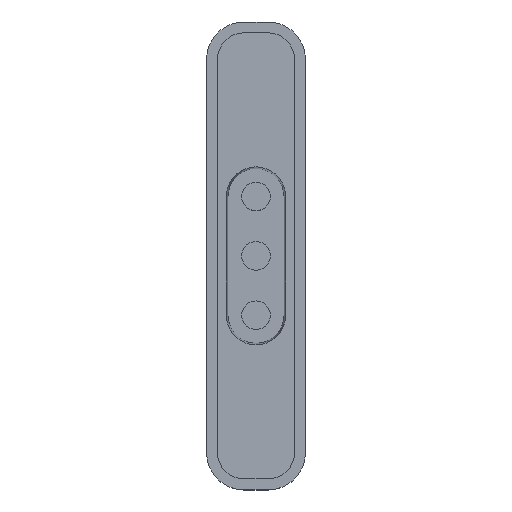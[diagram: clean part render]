
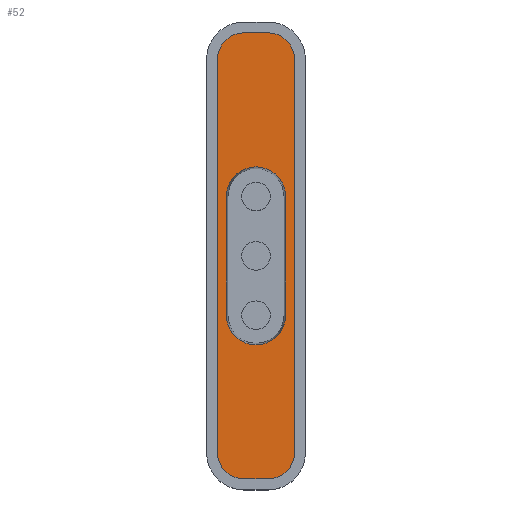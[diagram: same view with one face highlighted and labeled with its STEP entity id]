
A CAD part, top view. The second image highlights one B-rep face of the part: STEP entity #52.
In plain terms, the highlighted planar face has unit normal (0, 0, 1).
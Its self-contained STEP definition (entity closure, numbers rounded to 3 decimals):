
#7 = CIRCLE ( 'NONE', #498, 1.2 ) ;
#28 = CARTESIAN_POINT ( 'NONE',  ( 0.55, -10.15, 0. ) ) ;
#44 = DIRECTION ( 'NONE',  ( 0., 1., 0. ) ) ;
#49 = CARTESIAN_POINT ( 'NONE',  ( -1.75, -8.95, 0. ) ) ;
#52 = ADVANCED_FACE ( 'NONE', ( #1162, #2164 ), #3157, .T. ) ;
#64 = CIRCLE ( 'NONE', #123, 1.2 ) ;
#74 = DIRECTION ( 'NONE',  ( 0., 0., 1. ) ) ;
#103 = EDGE_CURVE ( 'NONE', #3142, #2774, #189, .T. ) ;
#107 = DIRECTION ( 'NONE',  ( 0., 0., -1. ) ) ;
#109 = CARTESIAN_POINT ( 'NONE',  ( 1.35, 2.7, 0. ) ) ;
#117 = EDGE_CURVE ( 'NONE', #2582, #2451, #2950, .T. ) ;
#123 = AXIS2_PLACEMENT_3D ( 'NONE', #279, #1283, #2288 ) ;
#126 = AXIS2_PLACEMENT_3D ( 'NONE', #918, #1920, #2917 ) ;
#129 = VECTOR ( 'NONE', #2197, 1000. ) ;
#133 = ORIENTED_EDGE ( 'NONE', *, *, #1875, .F. ) ;
#189 = LINE ( 'NONE', #1197, #129 ) ;
#199 = CARTESIAN_POINT ( 'NONE',  ( 1.75, 8.95, 0. ) ) ;
#279 = CARTESIAN_POINT ( 'NONE',  ( -0.55, -8.95, 0. ) ) ;
#286 = VERTEX_POINT ( 'NONE', #49 ) ;
#290 = LINE ( 'NONE', #1293, #1470 ) ;
#359 = ORIENTED_EDGE ( 'NONE', *, *, #117, .F. ) ;
#362 = CARTESIAN_POINT ( 'NONE',  ( 0., -2.7, 0. ) ) ;
#389 = CARTESIAN_POINT ( 'NONE',  ( -0.55, -10.15, 0. ) ) ;
#390 = CARTESIAN_POINT ( 'NONE',  ( 0.55, -8.95, 0. ) ) ;
#424 = EDGE_CURVE ( 'NONE', #538, #1163, #3212, .T. ) ;
#498 = AXIS2_PLACEMENT_3D ( 'NONE', #2367, #107, #1123 ) ;
#523 = DIRECTION ( 'NONE',  ( 0., 0., -1. ) ) ;
#538 = VERTEX_POINT ( 'NONE', #595 ) ;
#565 = ORIENTED_EDGE ( 'NONE', *, *, #1303, .F. ) ;
#595 = CARTESIAN_POINT ( 'NONE',  ( 1.75, -8.95, 0. ) ) ;
#633 = EDGE_CURVE ( 'NONE', #1163, #2857, #909, .T. ) ;
#701 = DIRECTION ( 'NONE',  ( -1., 0., 0. ) ) ;
#854 = VERTEX_POINT ( 'NONE', #2290 ) ;
#909 = LINE ( 'NONE', #1913, #2019 ) ;
#918 = CARTESIAN_POINT ( 'NONE',  ( 0., 6.9, 0. ) ) ;
#997 = ORIENTED_EDGE ( 'NONE', *, *, #103, .F. ) ;
#1041 = LINE ( 'NONE', #2049, #1187 ) ;
#1090 = DIRECTION ( 'NONE',  ( 1., 0., 0. ) ) ;
#1095 = EDGE_CURVE ( 'NONE', #2253, #2360, #1260, .T. ) ;
#1123 = DIRECTION ( 'NONE',  ( 0., 1., 0. ) ) ;
#1154 = CARTESIAN_POINT ( 'NONE',  ( 0., -4.05, 0. ) ) ;
#1162 = FACE_BOUND ( 'NONE', #2392, .T. ) ;
#1163 = VERTEX_POINT ( 'NONE', #28 ) ;
#1187 = VECTOR ( 'NONE', #3043, 1000. ) ;
#1190 = ORIENTED_EDGE ( 'NONE', *, *, #424, .F. ) ;
#1197 = CARTESIAN_POINT ( 'NONE',  ( -0.55, 10.15, 0. ) ) ;
#1207 = CIRCLE ( 'NONE', #1259, 1.2 ) ;
#1259 = AXIS2_PLACEMENT_3D ( 'NONE', #2773, #523, #1527 ) ;
#1260 = LINE ( 'NONE', #2264, #2230 ) ;
#1283 = DIRECTION ( 'NONE',  ( 0., 0., -1. ) ) ;
#1293 = CARTESIAN_POINT ( 'NONE',  ( -1.35, -2.7, 0. ) ) ;
#1303 = EDGE_CURVE ( 'NONE', #2774, #2401, #7, .T. ) ;
#1310 = LINE ( 'NONE', #2310, #2303 ) ;
#1343 = ORIENTED_EDGE ( 'NONE', *, *, #3111, .T. ) ;
#1365 = DIRECTION ( 'NONE',  ( 0., 0., 1. ) ) ;
#1395 = DIRECTION ( 'NONE',  ( 0., 0., -1. ) ) ;
#1448 = ORIENTED_EDGE ( 'NONE', *, *, #2086, .F. ) ;
#1470 = VECTOR ( 'NONE', #2296, 1000. ) ;
#1498 = ORIENTED_EDGE ( 'NONE', *, *, #633, .F. ) ;
#1527 = DIRECTION ( 'NONE',  ( -1., 0., 0. ) ) ;
#1571 = CARTESIAN_POINT ( 'NONE',  ( -0.55, 10.15, 0. ) ) ;
#1651 = ORIENTED_EDGE ( 'NONE', *, *, #1821, .F. ) ;
#1673 = ORIENTED_EDGE ( 'NONE', *, *, #2674, .F. ) ;
#1733 = EDGE_CURVE ( 'NONE', #2401, #538, #1041, .T. ) ;
#1748 = CARTESIAN_POINT ( 'NONE',  ( -1.35, 2.7, 0. ) ) ;
#1768 = CIRCLE ( 'NONE', #1772, 1.35 ) ;
#1772 = AXIS2_PLACEMENT_3D ( 'NONE', #2336, #74, #1090 ) ;
#1804 = AXIS2_PLACEMENT_3D ( 'NONE', #390, #1395, #2391 ) ;
#1821 = EDGE_CURVE ( 'NONE', #2253, #3016, #1768, .T. ) ;
#1839 = CARTESIAN_POINT ( 'NONE',  ( 0.55, 10.15, 0. ) ) ;
#1875 = EDGE_CURVE ( 'NONE', #2451, #2360, #3110, .T. ) ;
#1913 = CARTESIAN_POINT ( 'NONE',  ( 0.55, -10.15, 0. ) ) ;
#1920 = DIRECTION ( 'NONE',  ( 0., 0., 1. ) ) ;
#1933 = CARTESIAN_POINT ( 'NONE',  ( 1.35, -2.7, 0. ) ) ;
#1952 = CARTESIAN_POINT ( 'NONE',  ( 0., -2.7, 0. ) ) ;
#2008 = ORIENTED_EDGE ( 'NONE', *, *, #3130, .F. ) ;
#2019 = VECTOR ( 'NONE', #2911, 1000. ) ;
#2049 = CARTESIAN_POINT ( 'NONE',  ( 1.75, 8.95, 0. ) ) ;
#2086 = EDGE_CURVE ( 'NONE', #854, #3142, #1207, .T. ) ;
#2092 = ORIENTED_EDGE ( 'NONE', *, *, #1095, .T. ) ;
#2117 = AXIS2_PLACEMENT_3D ( 'NONE', #1952, #2945, #701 ) ;
#2164 = FACE_OUTER_BOUND ( 'NONE', #2659, .T. ) ;
#2197 = DIRECTION ( 'NONE',  ( 1., 0., 0. ) ) ;
#2230 = VECTOR ( 'NONE', #3258, 1000. ) ;
#2253 = VERTEX_POINT ( 'NONE', #109 ) ;
#2264 = CARTESIAN_POINT ( 'NONE',  ( 1.35, 2.7, 0. ) ) ;
#2288 = DIRECTION ( 'NONE',  ( 0., -1., 0. ) ) ;
#2290 = CARTESIAN_POINT ( 'NONE',  ( -1.75, 8.95, 0. ) ) ;
#2296 = DIRECTION ( 'NONE',  ( 0., 1., 0. ) ) ;
#2303 = VECTOR ( 'NONE', #44, 1000. ) ;
#2310 = CARTESIAN_POINT ( 'NONE',  ( -1.75, -8.95, 0. ) ) ;
#2336 = CARTESIAN_POINT ( 'NONE',  ( 0., 2.7, 0. ) ) ;
#2360 = VERTEX_POINT ( 'NONE', #1933 ) ;
#2366 = DIRECTION ( 'NONE',  ( -1., 0., 0. ) ) ;
#2367 = CARTESIAN_POINT ( 'NONE',  ( 0.55, 8.95, 0. ) ) ;
#2391 = DIRECTION ( 'NONE',  ( 1., 0., 0. ) ) ;
#2392 = EDGE_LOOP ( 'NONE', ( #1343, #1651, #2092, #133, #359 ) ) ;
#2401 = VERTEX_POINT ( 'NONE', #199 ) ;
#2451 = VERTEX_POINT ( 'NONE', #1154 ) ;
#2528 = ORIENTED_EDGE ( 'NONE', *, *, #1733, .F. ) ;
#2582 = VERTEX_POINT ( 'NONE', #3237 ) ;
#2659 = EDGE_LOOP ( 'NONE', ( #2528, #565, #997, #1448, #2008, #1673, #1498, #1190 ) ) ;
#2674 = EDGE_CURVE ( 'NONE', #2857, #286, #64, .T. ) ;
#2773 = CARTESIAN_POINT ( 'NONE',  ( -0.55, 8.95, 0. ) ) ;
#2774 = VERTEX_POINT ( 'NONE', #1839 ) ;
#2857 = VERTEX_POINT ( 'NONE', #389 ) ;
#2911 = DIRECTION ( 'NONE',  ( -1., 0., 0. ) ) ;
#2917 = DIRECTION ( 'NONE',  ( 1., 0., 0. ) ) ;
#2945 = DIRECTION ( 'NONE',  ( 0., 0., 1. ) ) ;
#2950 = CIRCLE ( 'NONE', #2117, 1.35 ) ;
#3016 = VERTEX_POINT ( 'NONE', #1748 ) ;
#3043 = DIRECTION ( 'NONE',  ( 0., -1., 0. ) ) ;
#3110 = CIRCLE ( 'NONE', #3172, 1.35 ) ;
#3111 = EDGE_CURVE ( 'NONE', #2582, #3016, #290, .T. ) ;
#3130 = EDGE_CURVE ( 'NONE', #286, #854, #1310, .T. ) ;
#3142 = VERTEX_POINT ( 'NONE', #1571 ) ;
#3157 = PLANE ( 'NONE',  #126 ) ;
#3172 = AXIS2_PLACEMENT_3D ( 'NONE', #362, #1365, #2366 ) ;
#3212 = CIRCLE ( 'NONE', #1804, 1.2 ) ;
#3237 = CARTESIAN_POINT ( 'NONE',  ( -1.35, -2.7, 0. ) ) ;
#3258 = DIRECTION ( 'NONE',  ( 0., -1., 0. ) ) ;
